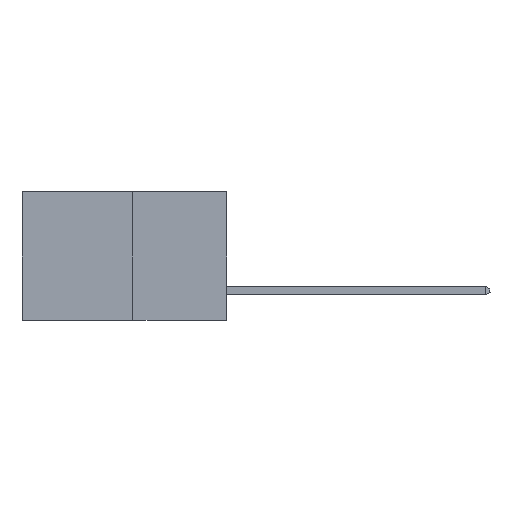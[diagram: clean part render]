
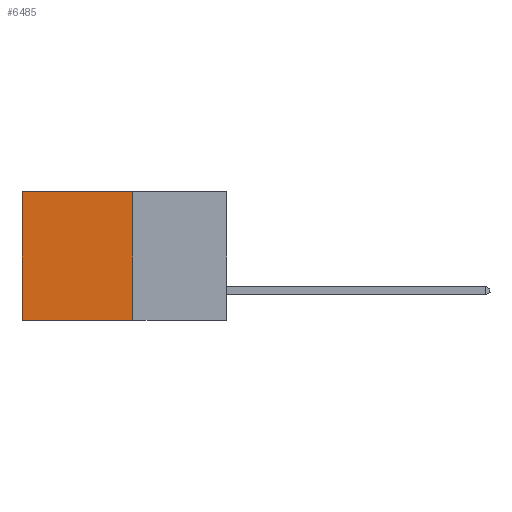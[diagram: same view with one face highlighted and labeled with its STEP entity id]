
A CAD part, left-side view. The second image highlights one B-rep face of the part: STEP entity #6485.
In plain terms, the highlighted planar face has unit normal (-1, 0, 0).
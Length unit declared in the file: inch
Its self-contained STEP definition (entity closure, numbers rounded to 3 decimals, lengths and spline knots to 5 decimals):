
#653 = CARTESIAN_POINT ( 'NONE',  ( 0.277, 0.27, 0. ) ) ;
#2144 = LINE ( 'NONE', #6198, #21755 ) ;
#2397 = CARTESIAN_POINT ( 'NONE',  ( 0.277, 0.27, -0.37 ) ) ;
#2524 = VECTOR ( 'NONE', #15856, 39.37008 ) ;
#4944 = ORIENTED_EDGE ( 'NONE', *, *, #25283, .F. ) ;
#5060 = DIRECTION ( 'NONE',  ( 1., 0., 0. ) ) ;
#6198 = CARTESIAN_POINT ( 'NONE',  ( 0.277, 0.27, -0.37 ) ) ;
#6279 = VERTEX_POINT ( 'NONE', #11904 ) ;
#6485 = ADVANCED_FACE ( 'NONE', ( #9646 ), #10180, .F. ) ;
#6801 = VECTOR ( 'NONE', #6808, 39.37008 ) ;
#6808 = DIRECTION ( 'NONE',  ( 0., 1., 0. ) ) ;
#8171 = CARTESIAN_POINT ( 'NONE',  ( 0.277, 0.59, -0.37 ) ) ;
#8716 = VERTEX_POINT ( 'NONE', #653 ) ;
#9306 = CARTESIAN_POINT ( 'NONE',  ( 0.277, 0.27, -0.37 ) ) ;
#9646 = FACE_OUTER_BOUND ( 'NONE', #26229, .T. ) ;
#10180 = PLANE ( 'NONE',  #20884 ) ;
#11904 = CARTESIAN_POINT ( 'NONE',  ( 0.277, 0.27, -0.37 ) ) ;
#12593 = EDGE_CURVE ( 'NONE', #22949, #26060, #22898, .T. ) ;
#12917 = DIRECTION ( 'NONE',  ( 0., 1., 0. ) ) ;
#15796 = EDGE_CURVE ( 'NONE', #8716, #22949, #18196, .T. ) ;
#15856 = DIRECTION ( 'NONE',  ( 0., 0., -1. ) ) ;
#16485 = DIRECTION ( 'NONE',  ( 0., 0., -1. ) ) ;
#18196 = LINE ( 'NONE', #30474, #32351 ) ;
#19497 = LINE ( 'NONE', #9306, #6801 ) ;
#20884 = AXIS2_PLACEMENT_3D ( 'NONE', #2397, #5060, #22826 ) ;
#21755 = VECTOR ( 'NONE', #16485, 39.37008 ) ;
#22826 = DIRECTION ( 'NONE',  ( 0., 0., -1. ) ) ;
#22898 = LINE ( 'NONE', #8171, #2524 ) ;
#22949 = VERTEX_POINT ( 'NONE', #30164 ) ;
#24109 = EDGE_CURVE ( 'NONE', #6279, #26060, #19497, .T. ) ;
#25283 = EDGE_CURVE ( 'NONE', #8716, #6279, #2144, .T. ) ;
#26060 = VERTEX_POINT ( 'NONE', #29255 ) ;
#26229 = EDGE_LOOP ( 'NONE', ( #27895, #29292, #4944, #32059 ) ) ;
#27895 = ORIENTED_EDGE ( 'NONE', *, *, #12593, .T. ) ;
#29255 = CARTESIAN_POINT ( 'NONE',  ( 0.277, 0.59, -0.37 ) ) ;
#29292 = ORIENTED_EDGE ( 'NONE', *, *, #24109, .F. ) ;
#30164 = CARTESIAN_POINT ( 'NONE',  ( 0.277, 0.59, 0. ) ) ;
#30474 = CARTESIAN_POINT ( 'NONE',  ( 0.277, 0.27, 0. ) ) ;
#32059 = ORIENTED_EDGE ( 'NONE', *, *, #15796, .T. ) ;
#32351 = VECTOR ( 'NONE', #12917, 39.37008 ) ;
